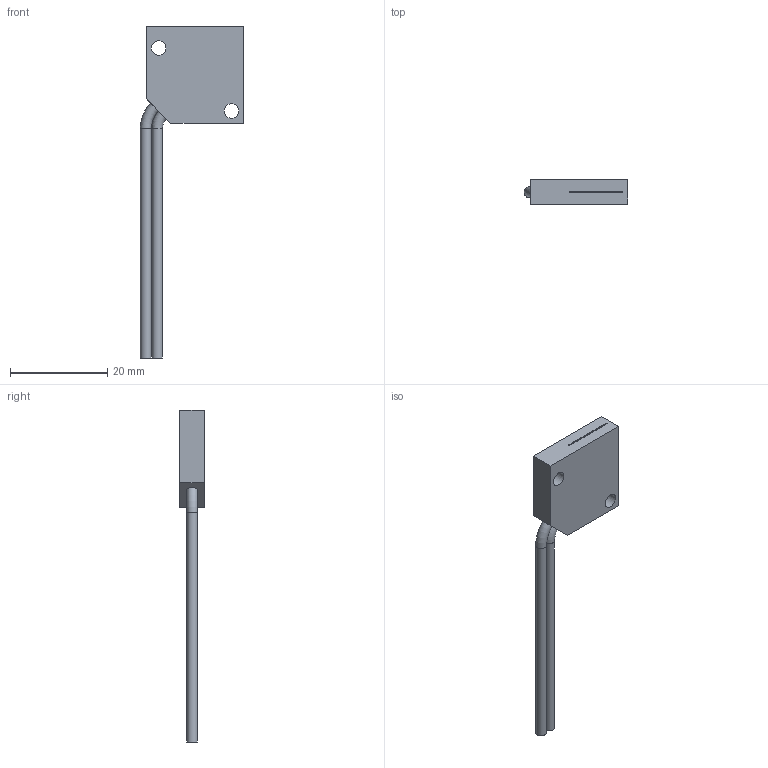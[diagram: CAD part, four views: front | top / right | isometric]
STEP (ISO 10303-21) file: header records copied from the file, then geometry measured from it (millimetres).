
FILE_DESCRIPTION(/* description */ (''),/* implementation_level */ '2;1');
FILE_NAME(/* name */ 'LT207024.stp',/* time_stamp */ '2016-10-06T14:24:20+02:00',/* author */ ('mitarbeiter'),/* organization */ (''),/* preprocessor_version */ 'ST-DEVELOPER v15.2',/* originating_system */ 'Autodesk Inventor 2014',/* authorisation */ '');
FILE_SCHEMA (('AUTOMOTIVE_DESIGN { 1 0 10303 214 3 1 1 }'));
Length unit declared in the file: millimetre
Products named in the file (1): LT207024
Bounding box: 21.29 x 5 x 68.33 mm (x, y, z)
Volume: 2256.2 mm3; surface area: 1937.1 mm2
Topology: 1 solids, 1 shells, 79 faces, 129 edges, 86 vertices
Faces by surface type: plane 41, cylinder 36, torus 2
Full cylindrical faces by diameter (mm): 0.25 x32, 2.2 x2, 3 x2
Entity records: 1676 total; most frequent: DIRECTION 323, CARTESIAN_POINT 253, ORIENTED_EDGE 178, EDGE_LOOP 155, AXIS2_PLACEMENT_3D 154, EDGE_CURVE 89, VERTEX_POINT 84, FACE_OUTER_BOUND 79
